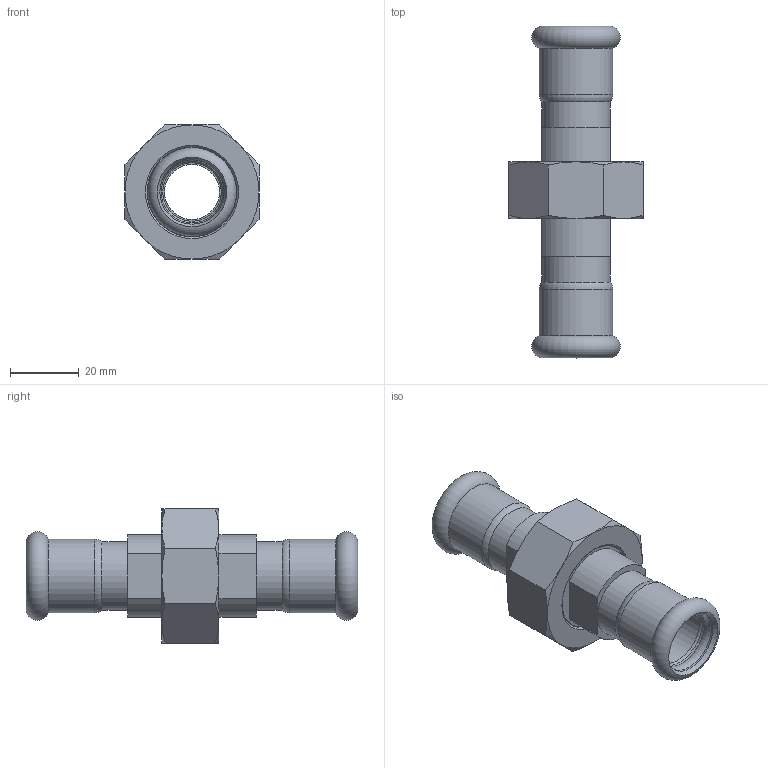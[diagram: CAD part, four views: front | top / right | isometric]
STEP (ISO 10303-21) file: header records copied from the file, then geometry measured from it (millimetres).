
FILE_DESCRIPTION(/* description */ ('Bocchettone Sede Conica a Press. DN18'),/* implementation_level */ '2;1');
FILE_NAME(/* name */ '184018000_Inoxpres.stp',/* time_stamp */ '2022-10-11T12:25:55+02:00',/* author */ ('Vault'),/* organization */ ('Raccorderie metalliche s.p.a. '),/* preprocessor_version */ 'ST-DEVELOPER v18.1',/* originating_system */ 'Autodesk Inventor 2020',/* authorisation */ 'Raccorderie metalliche s.p.a. ');
FILE_SCHEMA (('AUTOMOTIVE_DESIGN { 1 0 10303 214 3 1 1 }'));
Length unit declared in the file: millimetre
Products named in the file (1): 184018000_Inoxpres
Bounding box: 39 x 96.5 x 39 mm (x, y, z)
Volume: 25477.5 mm3; surface area: 18283 mm2
Topology: 1 solids, 2 shells, 89 faces, 238 edges, 161 vertices
Faces by surface type: plane 28, cone 25, cylinder 24, torus 12
Full cylindrical faces by diameter (mm): 16 x2, 17 x2, 18.3 x2, 18.7 x4, 20 x2, 20.5 x1, 21.3 x2, 25.8 x1, 26.1 x1, 29.8 x1, 33.2 x2
Entity records: 2892 total; most frequent: CARTESIAN_POINT 553, DIRECTION 535, ORIENTED_EDGE 476, AXIS2_PLACEMENT_3D 239, EDGE_CURVE 238, VERTEX_POINT 161, CIRCLE 149, EDGE_LOOP 101
